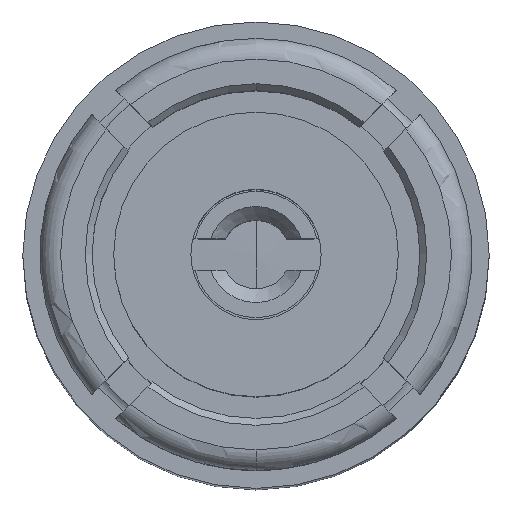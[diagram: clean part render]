
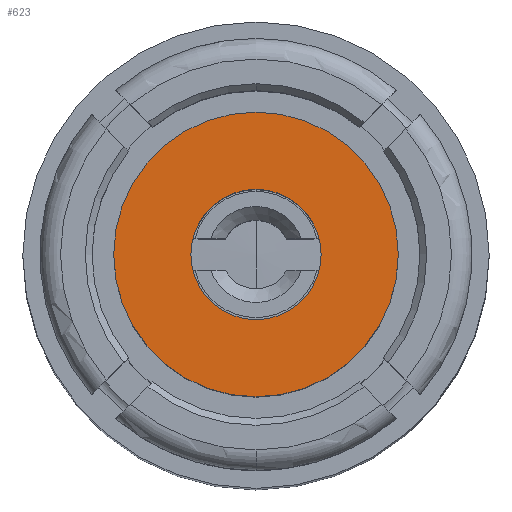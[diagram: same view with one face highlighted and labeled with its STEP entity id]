
A CAD part, top view. The second image highlights one B-rep face of the part: STEP entity #623.
In plain terms, the highlighted planar face has unit normal (0, 0, 1).
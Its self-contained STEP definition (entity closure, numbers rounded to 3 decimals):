
#178 = ORIENTED_EDGE ( 'NONE', *, *, #1664, .T. ) ;
#180 = ORIENTED_EDGE ( 'NONE', *, *, #1621, .T. ) ;
#195 = ORIENTED_EDGE ( 'NONE', *, *, #1665, .F. ) ;
#201 = ORIENTED_EDGE ( 'NONE', *, *, #1617, .F. ) ;
#441 = AXIS2_PLACEMENT_3D ( 'NONE', #2281, #2289, #2290 ) ;
#623 = ADVANCED_FACE ( 'NONE', ( #2285, #2286 ), #2287, .F. ) ;
#1154 = VERTEX_POINT ( 'NONE', #3432 ) ;
#1167 = VERTEX_POINT ( 'NONE', #3445 ) ;
#1168 = VERTEX_POINT ( 'NONE', #3446 ) ;
#1171 = VERTEX_POINT ( 'NONE', #3449 ) ;
#1399 = EDGE_LOOP ( 'NONE', ( #201, #195 ) ) ;
#1405 = EDGE_LOOP ( 'NONE', ( #178, #180 ) ) ;
#1617 = EDGE_CURVE ( 'NONE', #1154, #1167, #4223, .T. ) ;
#1621 = EDGE_CURVE ( 'NONE', #1168, #1171, #4226, .T. ) ;
#1664 = EDGE_CURVE ( 'NONE', #1171, #1168, #4273, .T. ) ;
#1665 = EDGE_CURVE ( 'NONE', #1167, #1154, #4272, .T. ) ;
#2281 = CARTESIAN_POINT ( 'NONE',  ( 0., -0.475, -0.015 ) ) ;
#2285 = FACE_OUTER_BOUND ( 'NONE', #1399, .T. ) ;
#2286 = FACE_BOUND ( 'NONE', #1405, .T. ) ;
#2287 = PLANE ( 'NONE',  #441 ) ;
#2289 = DIRECTION ( 'NONE',  ( 0., 0., -1. ) ) ;
#2290 = DIRECTION ( 'NONE',  ( 0., -1., 0. ) ) ;
#3432 = CARTESIAN_POINT ( 'NONE',  ( 0., -1.037, -0.015 ) ) ;
#3445 = CARTESIAN_POINT ( 'NONE',  ( 0., 1.038, -0.015 ) ) ;
#3446 = CARTESIAN_POINT ( 'NONE',  ( 0., 0.475, -0.015 ) ) ;
#3449 = CARTESIAN_POINT ( 'NONE',  ( 0., -0.475, -0.015 ) ) ;
#3829 = CARTESIAN_POINT ( 'NONE',  ( 0., 0., -0.015 ) ) ;
#3830 = DIRECTION ( 'NONE',  ( 0., 0., -1. ) ) ;
#3831 = DIRECTION ( 'NONE',  ( 0., -1., 0. ) ) ;
#3841 = CARTESIAN_POINT ( 'NONE',  ( 0., 0., -0.015 ) ) ;
#3842 = DIRECTION ( 'NONE',  ( 0., 0., -1. ) ) ;
#3843 = DIRECTION ( 'NONE',  ( 0., -1., 0. ) ) ;
#3996 = CARTESIAN_POINT ( 'NONE',  ( 0., 0., -0.015 ) ) ;
#3997 = DIRECTION ( 'NONE',  ( 0., 0., -1. ) ) ;
#3998 = DIRECTION ( 'NONE',  ( 0., -1., 0. ) ) ;
#4000 = CARTESIAN_POINT ( 'NONE',  ( 0., 0., -0.015 ) ) ;
#4001 = DIRECTION ( 'NONE',  ( 0., 0., -1. ) ) ;
#4002 = DIRECTION ( 'NONE',  ( 0., -1., 0. ) ) ;
#4223 = CIRCLE ( 'NONE', #4224, 1.038 ) ;
#4224 = AXIS2_PLACEMENT_3D ( 'NONE', #3829, #3830, #3831 ) ;
#4226 = CIRCLE ( 'NONE', #4230, 0.475 ) ;
#4230 = AXIS2_PLACEMENT_3D ( 'NONE', #3841, #3842, #3843 ) ;
#4272 = CIRCLE ( 'NONE', #4276, 1.038 ) ;
#4273 = CIRCLE ( 'NONE', #4274, 0.475 ) ;
#4274 = AXIS2_PLACEMENT_3D ( 'NONE', #3996, #3997, #3998 ) ;
#4276 = AXIS2_PLACEMENT_3D ( 'NONE', #4000, #4001, #4002 ) ;
